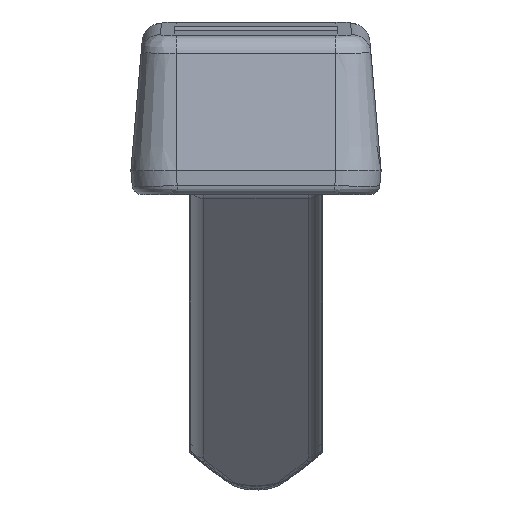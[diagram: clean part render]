
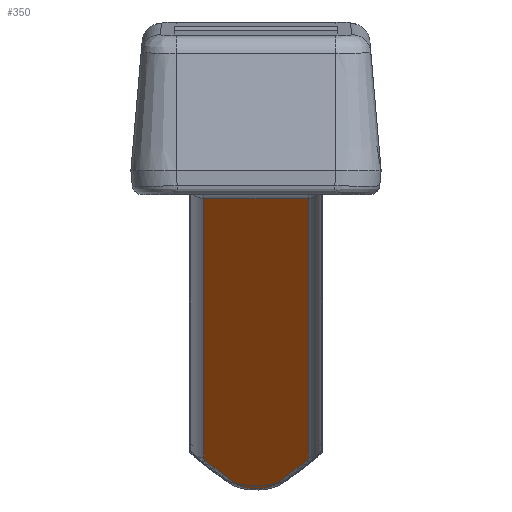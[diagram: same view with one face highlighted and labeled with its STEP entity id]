
A CAD part, front view. The second image highlights one B-rep face of the part: STEP entity #350.
In plain terms, the highlighted planar face has unit normal (0, -0.407, -0.913).
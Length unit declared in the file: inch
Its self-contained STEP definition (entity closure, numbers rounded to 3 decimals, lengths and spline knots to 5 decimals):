
#350=ADVANCED_FACE('',(#500),#401,.T.);
#401=PLANE('',#2159);
#500=FACE_OUTER_BOUND('',#616,.T.);
#616=EDGE_LOOP('',(#1147,#1148,#1149,#1150,#1151,#1152,#1153,#1154));
#693=CIRCLE('',#2133,0.016);
#697=CIRCLE('',#2139,0.024);
#701=CIRCLE('',#2145,0.016);
#1147=ORIENTED_EDGE('',*,*,#1684,.T.);
#1148=ORIENTED_EDGE('',*,*,#1673,.T.);
#1149=ORIENTED_EDGE('',*,*,#1670,.T.);
#1150=ORIENTED_EDGE('',*,*,#1667,.T.);
#1151=ORIENTED_EDGE('',*,*,#1664,.T.);
#1152=ORIENTED_EDGE('',*,*,#1661,.T.);
#1153=ORIENTED_EDGE('',*,*,#1658,.T.);
#1154=ORIENTED_EDGE('',*,*,#1655,.T.);
#1408=VERTEX_POINT('',#3617);
#1410=VERTEX_POINT('',#3626);
#1412=VERTEX_POINT('',#3632);
#1414=VERTEX_POINT('',#3638);
#1416=VERTEX_POINT('',#3644);
#1418=VERTEX_POINT('',#3650);
#1420=VERTEX_POINT('',#3656);
#1422=VERTEX_POINT('',#3662);
#1655=EDGE_CURVE('',#1410,#1408,#1826,.T.);
#1658=EDGE_CURVE('',#1412,#1410,#693,.T.);
#1661=EDGE_CURVE('',#1414,#1412,#1828,.T.);
#1664=EDGE_CURVE('',#1416,#1414,#697,.T.);
#1667=EDGE_CURVE('',#1418,#1416,#1830,.T.);
#1670=EDGE_CURVE('',#1420,#1418,#701,.T.);
#1673=EDGE_CURVE('',#1422,#1420,#1832,.T.);
#1684=EDGE_CURVE('',#1408,#1422,#1835,.T.);
#1826=LINE('',#3628,#1960);
#1828=LINE('',#3640,#1962);
#1830=LINE('',#3652,#1964);
#1832=LINE('',#3664,#1966);
#1835=LINE('',#3698,#1969);
#1960=VECTOR('',#2562,1.);
#1962=VECTOR('',#2576,1.);
#1964=VECTOR('',#2590,1.);
#1966=VECTOR('',#2604,1.);
#1969=VECTOR('',#2629,1.);
#2133=AXIS2_PLACEMENT_3D('',#3634,#2569,#2570);
#2139=AXIS2_PLACEMENT_3D('',#3646,#2583,#2584);
#2145=AXIS2_PLACEMENT_3D('',#3658,#2597,#2598);
#2159=AXIS2_PLACEMENT_3D('',#3699,#2630,#2631);
#2562=DIRECTION('',(0.,-0.914,0.407));
#2569=DIRECTION('',(0.,-0.407,-0.914));
#2570=DIRECTION('',(0.,0.914,-0.407));
#2576=DIRECTION('',(0.469,-0.807,0.359));
#2583=DIRECTION('',(0.,-0.407,-0.914));
#2584=DIRECTION('',(0.,0.914,-0.407));
#2590=DIRECTION('',(0.469,0.807,-0.359));
#2597=DIRECTION('',(0.,-0.407,-0.914));
#2598=DIRECTION('',(0.,0.914,-0.407));
#2604=DIRECTION('',(0.,0.914,-0.407));
#2629=DIRECTION('',(-1.,0.,0.));
#2630=DIRECTION('',(0.,-0.407,-0.914));
#2631=DIRECTION('',(0.,-0.914,0.407));
#3617=CARTESIAN_POINT('',(0.18411,7.26985,-0.02922));
#3626=CARTESIAN_POINT('',(0.18411,7.87498,-0.29864));
#3628=CARTESIAN_POINT('',(0.18411,7.67956,-0.21164));
#3632=CARTESIAN_POINT('',(0.18224,7.88184,-0.3017));
#3634=CARTESIAN_POINT('',(0.16811,7.87498,-0.29864));
#3638=CARTESIAN_POINT('',(0.15119,7.93518,-0.32545));
#3640=CARTESIAN_POINT('',(0.26251,7.74393,-0.2403));
#3644=CARTESIAN_POINT('',(0.10881,7.93518,-0.32545));
#3646=CARTESIAN_POINT('',(0.13,7.92489,-0.32086));
#3650=CARTESIAN_POINT('',(0.07776,7.88184,-0.3017));
#3652=CARTESIAN_POINT('',(0.10881,7.93518,-0.32545));
#3656=CARTESIAN_POINT('',(0.07589,7.87498,-0.29864));
#3658=CARTESIAN_POINT('',(0.09189,7.87498,-0.29864));
#3662=CARTESIAN_POINT('',(0.07589,7.26985,-0.02922));
#3664=CARTESIAN_POINT('',(0.07589,7.67956,-0.21164));
#3698=CARTESIAN_POINT('',(0.06089,7.26985,-0.02922));
#3699=CARTESIAN_POINT('',(0.13,7.67956,-0.21164));
